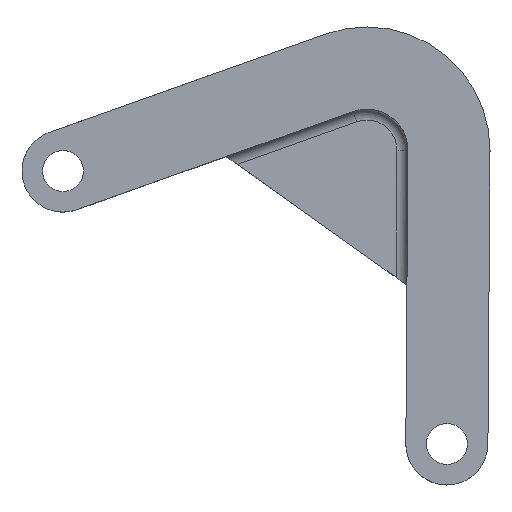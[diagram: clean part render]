
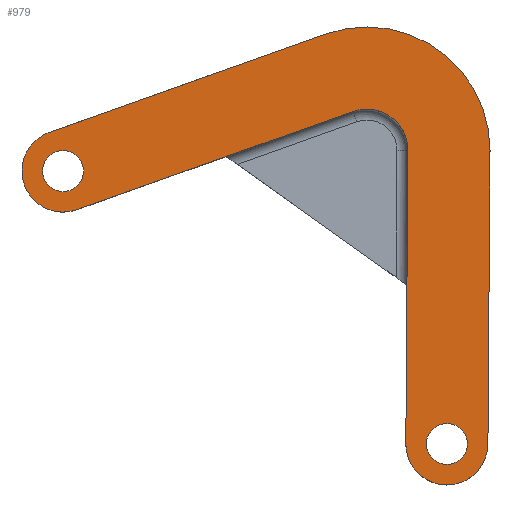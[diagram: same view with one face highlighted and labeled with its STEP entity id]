
A CAD part, top view. The second image highlights one B-rep face of the part: STEP entity #979.
In plain terms, the highlighted planar face has unit normal (0, 0, 1).
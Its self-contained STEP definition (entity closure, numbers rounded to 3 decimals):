
#9 = VECTOR ( 'NONE', #189, 1000. ) ;
#15 = VERTEX_POINT ( 'NONE', #102 ) ;
#16 = CARTESIAN_POINT ( 'NONE',  ( 1.635, 15.096, 3. ) ) ;
#49 = DIRECTION ( 'NONE',  ( -1., 0., 0. ) ) ;
#52 = FACE_OUTER_BOUND ( 'NONE', #864, .T. ) ;
#65 = CARTESIAN_POINT ( 'NONE',  ( 10.483, -6.399, 3. ) ) ;
#72 = ORIENTED_EDGE ( 'NONE', *, *, #507, .T. ) ;
#81 = EDGE_LOOP ( 'NONE', ( #180, #203 ) ) ;
#95 = DIRECTION ( 'NONE',  ( 0., 0., 1. ) ) ;
#97 = VERTEX_POINT ( 'NONE', #220 ) ;
#101 = DIRECTION ( 'NONE',  ( 1., 0., 0. ) ) ;
#102 = CARTESIAN_POINT ( 'NONE',  ( 4.483, -6.377, 3. ) ) ;
#114 = DIRECTION ( 'NONE',  ( 1., 0., 0. ) ) ;
#129 = DIRECTION ( 'NONE',  ( 1., 0., 0. ) ) ;
#136 = CARTESIAN_POINT ( 'NONE',  ( -1.383, 23.575, 3. ) ) ;
#153 = EDGE_CURVE ( 'NONE', #291, #894, #1183, .T. ) ;
#158 = DIRECTION ( 'NONE',  ( 0., 0., 1. ) ) ;
#171 = ORIENTED_EDGE ( 'NONE', *, *, #1157, .F. ) ;
#180 = ORIENTED_EDGE ( 'NONE', *, *, #1172, .F. ) ;
#189 = DIRECTION ( 'NONE',  ( 0.007, 1., 0. ) ) ;
#198 = CARTESIAN_POINT ( 'NONE',  ( -21.573, 16.388, 3. ) ) ;
#199 = CIRCLE ( 'NONE', #1170, 3. ) ;
#203 = ORIENTED_EDGE ( 'NONE', *, *, #153, .F. ) ;
#209 = VERTEX_POINT ( 'NONE', #65 ) ;
#211 = CARTESIAN_POINT ( 'NONE',  ( 7.483, -6.377, 3. ) ) ;
#216 = AXIS2_PLACEMENT_3D ( 'NONE', #433, #948, #244 ) ;
#220 = CARTESIAN_POINT ( 'NONE',  ( 0.629, 17.923, 3. ) ) ;
#235 = CIRCLE ( 'NONE', #1054, 1.5 ) ;
#244 = DIRECTION ( 'NONE',  ( 1., 0., 0. ) ) ;
#245 = CARTESIAN_POINT ( 'NONE',  ( 8.983, -6.377, 3. ) ) ;
#247 = EDGE_CURVE ( 'NONE', #793, #459, #497, .T. ) ;
#258 = DIRECTION ( 'NONE',  ( -1., 0., 0. ) ) ;
#262 = CARTESIAN_POINT ( 'NONE',  ( -19.067, 13.562, 3. ) ) ;
#291 = VERTEX_POINT ( 'NONE', #469 ) ;
#299 = ORIENTED_EDGE ( 'NONE', *, *, #400, .T. ) ;
#300 = DIRECTION ( 'NONE',  ( 0., 0., 1. ) ) ;
#301 = ORIENTED_EDGE ( 'NONE', *, *, #305, .T. ) ;
#305 = EDGE_CURVE ( 'NONE', #967, #97, #581, .T. ) ;
#316 = CARTESIAN_POINT ( 'NONE',  ( 4.635, 15.075, 3. ) ) ;
#321 = CARTESIAN_POINT ( 'NONE',  ( -22.067, 13.562, 3. ) ) ;
#325 = CARTESIAN_POINT ( 'NONE',  ( -20.567, 13.562, 3. ) ) ;
#336 = AXIS2_PLACEMENT_3D ( 'NONE', #551, #535, #258 ) ;
#341 = CIRCLE ( 'NONE', #883, 1.5 ) ;
#392 = ORIENTED_EDGE ( 'NONE', *, *, #642, .T. ) ;
#400 = EDGE_CURVE ( 'NONE', #996, #860, #1144, .T. ) ;
#422 = CARTESIAN_POINT ( 'NONE',  ( -20.567, 13.562, 3. ) ) ;
#433 = CARTESIAN_POINT ( 'NONE',  ( 7.483, -6.377, 3. ) ) ;
#441 = CIRCLE ( 'NONE', #336, 3. ) ;
#458 = DIRECTION ( 'NONE',  ( 0., 0., 1. ) ) ;
#459 = VERTEX_POINT ( 'NONE', #1057 ) ;
#463 = CARTESIAN_POINT ( 'NONE',  ( 1.635, 15.096, 3. ) ) ;
#469 = CARTESIAN_POINT ( 'NONE',  ( 5.983, -6.377, 3. ) ) ;
#480 = ORIENTED_EDGE ( 'NONE', *, *, #488, .T. ) ;
#488 = EDGE_CURVE ( 'NONE', #459, #15, #783, .T. ) ;
#497 = LINE ( 'NONE', #575, #1126 ) ;
#507 = EDGE_CURVE ( 'NONE', #860, #967, #441, .T. ) ;
#509 = CIRCLE ( 'NONE', #633, 9. ) ;
#535 = DIRECTION ( 'NONE',  ( 0., 0., 1. ) ) ;
#550 = CARTESIAN_POINT ( 'NONE',  ( 7.483, -6.377, 3. ) ) ;
#551 = CARTESIAN_POINT ( 'NONE',  ( -20.567, 13.562, 3. ) ) ;
#554 = VERTEX_POINT ( 'NONE', #136 ) ;
#569 = DIRECTION ( 'NONE',  ( -0.942, -0.335, 0. ) ) ;
#575 = CARTESIAN_POINT ( 'NONE',  ( 4.483, -6.356, 3. ) ) ;
#577 = ORIENTED_EDGE ( 'NONE', *, *, #247, .T. ) ;
#581 = LINE ( 'NONE', #777, #744 ) ;
#585 = EDGE_CURVE ( 'NONE', #786, #554, #509, .T. ) ;
#610 = CARTESIAN_POINT ( 'NONE',  ( 7.483, -6.377, 3. ) ) ;
#627 = VECTOR ( 'NONE', #569, 1000. ) ;
#633 = AXIS2_PLACEMENT_3D ( 'NONE', #463, #1264, #862 ) ;
#637 = PLANE ( 'NONE',  #908 ) ;
#642 = EDGE_CURVE ( 'NONE', #209, #786, #1079, .T. ) ;
#646 = AXIS2_PLACEMENT_3D ( 'NONE', #1094, #95, #101 ) ;
#671 = CARTESIAN_POINT ( 'NONE',  ( -21.573, 16.388, 3. ) ) ;
#689 = CARTESIAN_POINT ( 'NONE',  ( 10.635, 15.033, 3. ) ) ;
#702 = EDGE_CURVE ( 'NONE', #1010, #1189, #937, .T. ) ;
#709 = ORIENTED_EDGE ( 'NONE', *, *, #702, .F. ) ;
#714 = ORIENTED_EDGE ( 'NONE', *, *, #718, .T. ) ;
#718 = EDGE_CURVE ( 'NONE', #554, #996, #807, .T. ) ;
#721 = AXIS2_PLACEMENT_3D ( 'NONE', #751, #158, #1160 ) ;
#744 = VECTOR ( 'NONE', #868, 1000. ) ;
#751 = CARTESIAN_POINT ( 'NONE',  ( 7.483, -6.377, 3. ) ) ;
#755 = CARTESIAN_POINT ( 'NONE',  ( -19.561, 10.736, 3. ) ) ;
#777 = CARTESIAN_POINT ( 'NONE',  ( -19.561, 10.736, 3. ) ) ;
#783 = CIRCLE ( 'NONE', #721, 3. ) ;
#786 = VERTEX_POINT ( 'NONE', #912 ) ;
#793 = VERTEX_POINT ( 'NONE', #316 ) ;
#807 = LINE ( 'NONE', #198, #627 ) ;
#832 = FACE_BOUND ( 'NONE', #81, .T. ) ;
#860 = VERTEX_POINT ( 'NONE', #1242 ) ;
#862 = DIRECTION ( 'NONE',  ( 1., 0., 0. ) ) ;
#864 = EDGE_LOOP ( 'NONE', ( #480, #1302, #392, #910, #714, #299, #72, #301, #1052, #577 ) ) ;
#868 = DIRECTION ( 'NONE',  ( 0.942, 0.335, 0. ) ) ;
#875 = DIRECTION ( 'NONE',  ( -0.007, -1., 0. ) ) ;
#883 = AXIS2_PLACEMENT_3D ( 'NONE', #610, #923, #1124 ) ;
#894 = VERTEX_POINT ( 'NONE', #245 ) ;
#908 = AXIS2_PLACEMENT_3D ( 'NONE', #550, #1266, #1162 ) ;
#910 = ORIENTED_EDGE ( 'NONE', *, *, #585, .T. ) ;
#911 = DIRECTION ( 'NONE',  ( 1., 0., 0. ) ) ;
#912 = CARTESIAN_POINT ( 'NONE',  ( 10.635, 15.033, 3. ) ) ;
#923 = DIRECTION ( 'NONE',  ( 0., 0., 1. ) ) ;
#937 = CIRCLE ( 'NONE', #646, 1.5 ) ;
#948 = DIRECTION ( 'NONE',  ( 0., 0., 1. ) ) ;
#949 = FACE_BOUND ( 'NONE', #1047, .T. ) ;
#967 = VERTEX_POINT ( 'NONE', #755 ) ;
#968 = AXIS2_PLACEMENT_3D ( 'NONE', #16, #1234, #114 ) ;
#979 = ADVANCED_FACE ( 'NONE', ( #832, #949, #52 ), #637, .T. ) ;
#996 = VERTEX_POINT ( 'NONE', #671 ) ;
#1010 = VERTEX_POINT ( 'NONE', #262 ) ;
#1011 = DIRECTION ( 'NONE',  ( 0., 0., 1. ) ) ;
#1047 = EDGE_LOOP ( 'NONE', ( #709, #171 ) ) ;
#1052 = ORIENTED_EDGE ( 'NONE', *, *, #1163, .T. ) ;
#1054 = AXIS2_PLACEMENT_3D ( 'NONE', #422, #300, #911 ) ;
#1057 = CARTESIAN_POINT ( 'NONE',  ( 4.483, -6.356, 3. ) ) ;
#1079 = LINE ( 'NONE', #689, #9 ) ;
#1094 = CARTESIAN_POINT ( 'NONE',  ( -20.567, 13.562, 3. ) ) ;
#1124 = DIRECTION ( 'NONE',  ( 1., 0., 0. ) ) ;
#1126 = VECTOR ( 'NONE', #875, 1000. ) ;
#1144 = CIRCLE ( 'NONE', #1166, 3. ) ;
#1157 = EDGE_CURVE ( 'NONE', #1189, #1010, #235, .T. ) ;
#1160 = DIRECTION ( 'NONE',  ( 1., 0., 0. ) ) ;
#1162 = DIRECTION ( 'NONE',  ( 1., 0., 0. ) ) ;
#1163 = EDGE_CURVE ( 'NONE', #97, #793, #1237, .T. ) ;
#1166 = AXIS2_PLACEMENT_3D ( 'NONE', #325, #458, #49 ) ;
#1170 = AXIS2_PLACEMENT_3D ( 'NONE', #211, #1011, #129 ) ;
#1172 = EDGE_CURVE ( 'NONE', #894, #291, #341, .T. ) ;
#1183 = CIRCLE ( 'NONE', #216, 1.5 ) ;
#1189 = VERTEX_POINT ( 'NONE', #321 ) ;
#1234 = DIRECTION ( 'NONE',  ( 0., 0., -1. ) ) ;
#1237 = CIRCLE ( 'NONE', #968, 3. ) ;
#1242 = CARTESIAN_POINT ( 'NONE',  ( -23.567, 13.562, 3. ) ) ;
#1264 = DIRECTION ( 'NONE',  ( 0., 0., 1. ) ) ;
#1266 = DIRECTION ( 'NONE',  ( 0., 0., 1. ) ) ;
#1273 = EDGE_CURVE ( 'NONE', #15, #209, #199, .T. ) ;
#1302 = ORIENTED_EDGE ( 'NONE', *, *, #1273, .T. ) ;
